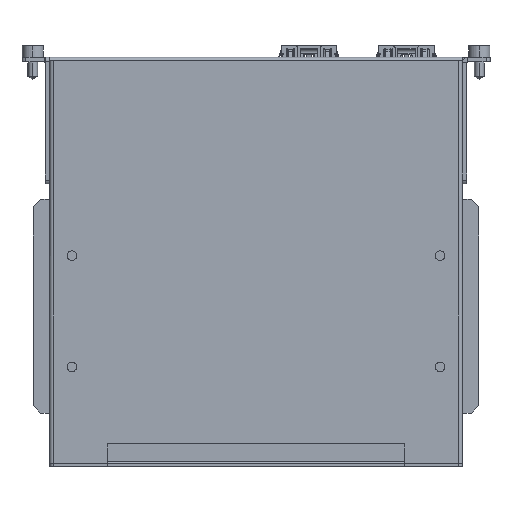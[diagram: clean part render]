
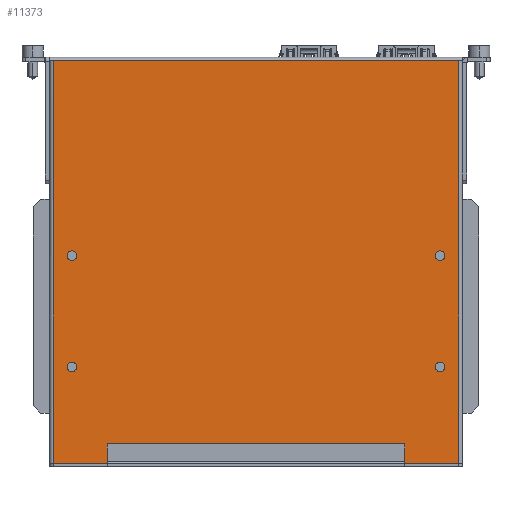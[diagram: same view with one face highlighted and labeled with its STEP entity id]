
A CAD part, front view. The second image highlights one B-rep face of the part: STEP entity #11373.
In plain terms, the highlighted planar face has unit normal (0, -1, 0).
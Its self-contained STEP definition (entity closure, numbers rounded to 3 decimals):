
#6300=DIRECTION('',(-1.,0.,0.));
#6301=VECTOR('',#6300,105.8);
#6302=CARTESIAN_POINT('',(106.7,0.,-0.9));
#6303=LINE('',#6302,#6301);
#6345=DIRECTION('',(0.,0.,1.));
#6346=VECTOR('',#6345,104.9);
#6347=CARTESIAN_POINT('',(106.7,0.,-105.8));
#6348=LINE('',#6347,#6346);
#6359=DIRECTION('',(0.,0.,-1.));
#6360=VECTOR('',#6359,5.);
#6361=CARTESIAN_POINT('',(15.,0.,-100.8));
#6362=LINE('',#6361,#6360);
#6366=DIRECTION('',(-1.,0.,0.));
#6367=VECTOR('',#6366,14.1);
#6368=CARTESIAN_POINT('',(15.,0.,-105.8));
#6369=LINE('',#6368,#6367);
#6373=DIRECTION('',(-1.,0.,0.));
#6374=VECTOR('',#6373,14.1);
#6375=CARTESIAN_POINT('',(106.7,0.,-105.8));
#6376=LINE('',#6375,#6374);
#6380=CARTESIAN_POINT('',(5.8,0.,-80.7));
#6381=DIRECTION('',(0.,-1.,0.));
#6382=DIRECTION('',(0.,0.,-1.));
#6383=AXIS2_PLACEMENT_3D('',#6380,#6381,#6382);
#6388=CARTESIAN_POINT('',(5.8,0.,-80.7));
#6389=DIRECTION('',(0.,-1.,0.));
#6390=DIRECTION('',(0.,0.,1.));
#6391=AXIS2_PLACEMENT_3D('',#6388,#6389,#6390);
#6396=CARTESIAN_POINT('',(5.8,0.,-51.7));
#6397=DIRECTION('',(0.,-1.,0.));
#6398=DIRECTION('',(0.,0.,-1.));
#6399=AXIS2_PLACEMENT_3D('',#6396,#6397,#6398);
#6404=CARTESIAN_POINT('',(5.8,0.,-51.7));
#6405=DIRECTION('',(0.,-1.,0.));
#6406=DIRECTION('',(0.,0.,1.));
#6407=AXIS2_PLACEMENT_3D('',#6404,#6405,#6406);
#6412=CARTESIAN_POINT('',(101.8,0.,-51.7));
#6413=DIRECTION('',(0.,-1.,0.));
#6414=DIRECTION('',(0.,0.,-1.));
#6415=AXIS2_PLACEMENT_3D('',#6412,#6413,#6414);
#6420=CARTESIAN_POINT('',(101.8,0.,-51.7));
#6421=DIRECTION('',(0.,-1.,0.));
#6422=DIRECTION('',(0.,0.,1.));
#6423=AXIS2_PLACEMENT_3D('',#6420,#6421,#6422);
#6428=CARTESIAN_POINT('',(101.8,0.,-80.7));
#6429=DIRECTION('',(0.,-1.,0.));
#6430=DIRECTION('',(0.,0.,-1.));
#6431=AXIS2_PLACEMENT_3D('',#6428,#6429,#6430);
#6436=CARTESIAN_POINT('',(101.8,0.,-80.7));
#6437=DIRECTION('',(0.,-1.,0.));
#6438=DIRECTION('',(0.,0.,1.));
#6439=AXIS2_PLACEMENT_3D('',#6436,#6437,#6438);
#6458=DIRECTION('',(1.,0.,0.));
#6459=VECTOR('',#6458,77.6);
#6460=CARTESIAN_POINT('',(15.,0.,-100.8));
#6461=LINE('',#6460,#6459);
#6472=DIRECTION('',(0.,0.,-1.));
#6473=VECTOR('',#6472,5.);
#6474=CARTESIAN_POINT('',(92.6,0.,-100.8));
#6475=LINE('',#6474,#6473);
#7606=DIRECTION('',(0.,0.,-1.));
#7607=VECTOR('',#7606,104.9);
#7608=CARTESIAN_POINT('',(0.9,0.,-0.9));
#7609=LINE('',#7608,#7607);
#10338=CARTESIAN_POINT('',(106.7,0.,-0.9));
#10339=VERTEX_POINT('',#10338);
#10340=CARTESIAN_POINT('',(0.9,0.,-0.9));
#10341=VERTEX_POINT('',#10340);
#10342=CARTESIAN_POINT('',(106.7,0.,-105.8));
#10343=VERTEX_POINT('',#10342);
#10348=CARTESIAN_POINT('',(15.,0.,-100.8));
#10349=CARTESIAN_POINT('',(15.,0.,-105.8));
#10350=VERTEX_POINT('',#10348);
#10351=VERTEX_POINT('',#10349);
#10352=CARTESIAN_POINT('',(0.9,0.,-105.8));
#10353=VERTEX_POINT('',#10352);
#10354=CARTESIAN_POINT('',(92.6,0.,-105.8));
#10355=VERTEX_POINT('',#10354);
#10356=CARTESIAN_POINT('',(92.6,0.,-100.8));
#10357=VERTEX_POINT('',#10356);
#10358=CARTESIAN_POINT('',(5.8,0.,-81.95));
#10359=CARTESIAN_POINT('',(5.8,0.,-79.45));
#10360=VERTEX_POINT('',#10358);
#10361=VERTEX_POINT('',#10359);
#10362=CARTESIAN_POINT('',(5.8,0.,-52.95));
#10363=CARTESIAN_POINT('',(5.8,0.,-50.45));
#10364=VERTEX_POINT('',#10362);
#10365=VERTEX_POINT('',#10363);
#10366=CARTESIAN_POINT('',(101.8,0.,-52.95));
#10367=CARTESIAN_POINT('',(101.8,0.,-50.45));
#10368=VERTEX_POINT('',#10366);
#10369=VERTEX_POINT('',#10367);
#10370=CARTESIAN_POINT('',(101.8,0.,-81.95));
#10371=CARTESIAN_POINT('',(101.8,0.,-79.45));
#10372=VERTEX_POINT('',#10370);
#10373=VERTEX_POINT('',#10371);
#11328=CARTESIAN_POINT('',(0.,0.,-0.8));
#11329=DIRECTION('',(0.,1.,0.));
#11330=DIRECTION('',(0.,0.,1.));
#11331=AXIS2_PLACEMENT_3D('',#11328,#11329,#11330);
#11332=PLANE('',#11331);
#11334=ORIENTED_EDGE('',*,*,#11333,.T.);
#11336=ORIENTED_EDGE('',*,*,#11335,.T.);
#11338=ORIENTED_EDGE('',*,*,#11337,.F.);
#11339=ORIENTED_EDGE('',*,*,#11277,.F.);
#11340=ORIENTED_EDGE('',*,*,#11316,.F.);
#11342=ORIENTED_EDGE('',*,*,#11341,.T.);
#11344=ORIENTED_EDGE('',*,*,#11343,.F.);
#11346=ORIENTED_EDGE('',*,*,#11345,.F.);
#11347=EDGE_LOOP('',(#11334,#11336,#11338,#11339,#11340,#11342,#11344,#11346));
#11348=FACE_OUTER_BOUND('',#11347,.F.);
#11350=ORIENTED_EDGE('',*,*,#11349,.T.);
#11352=ORIENTED_EDGE('',*,*,#11351,.T.);
#11353=EDGE_LOOP('',(#11350,#11352));
#11354=FACE_BOUND('',#11353,.F.);
#11356=ORIENTED_EDGE('',*,*,#11355,.T.);
#11358=ORIENTED_EDGE('',*,*,#11357,.T.);
#11359=EDGE_LOOP('',(#11356,#11358));
#11360=FACE_BOUND('',#11359,.F.);
#11362=ORIENTED_EDGE('',*,*,#11361,.T.);
#11364=ORIENTED_EDGE('',*,*,#11363,.T.);
#11365=EDGE_LOOP('',(#11362,#11364));
#11366=FACE_BOUND('',#11365,.F.);
#11368=ORIENTED_EDGE('',*,*,#11367,.T.);
#11370=ORIENTED_EDGE('',*,*,#11369,.T.);
#11371=EDGE_LOOP('',(#11368,#11370));
#11372=FACE_BOUND('',#11371,.F.);
#6384=CIRCLE('',#6383,1.25);
#6392=CIRCLE('',#6391,1.25);
#6400=CIRCLE('',#6399,1.25);
#6408=CIRCLE('',#6407,1.25);
#6416=CIRCLE('',#6415,1.25);
#6424=CIRCLE('',#6423,1.25);
#6432=CIRCLE('',#6431,1.25);
#6440=CIRCLE('',#6439,1.25);
#11277=EDGE_CURVE('',#10339,#10341,#6303,.T.);
#11316=EDGE_CURVE('',#10343,#10339,#6348,.T.);
#11333=EDGE_CURVE('',#10350,#10351,#6362,.T.);
#11335=EDGE_CURVE('',#10351,#10353,#6369,.T.);
#11337=EDGE_CURVE('',#10341,#10353,#7609,.T.);
#11341=EDGE_CURVE('',#10343,#10355,#6376,.T.);
#11343=EDGE_CURVE('',#10357,#10355,#6475,.T.);
#11345=EDGE_CURVE('',#10350,#10357,#6461,.T.);
#11349=EDGE_CURVE('',#10360,#10361,#6384,.T.);
#11351=EDGE_CURVE('',#10361,#10360,#6392,.T.);
#11355=EDGE_CURVE('',#10364,#10365,#6400,.T.);
#11357=EDGE_CURVE('',#10365,#10364,#6408,.T.);
#11361=EDGE_CURVE('',#10368,#10369,#6416,.T.);
#11363=EDGE_CURVE('',#10369,#10368,#6424,.T.);
#11367=EDGE_CURVE('',#10372,#10373,#6432,.T.);
#11369=EDGE_CURVE('',#10373,#10372,#6440,.T.);
#11373=ADVANCED_FACE('',(#11348,#11354,#11360,#11366,#11372),#11332,.F.);
